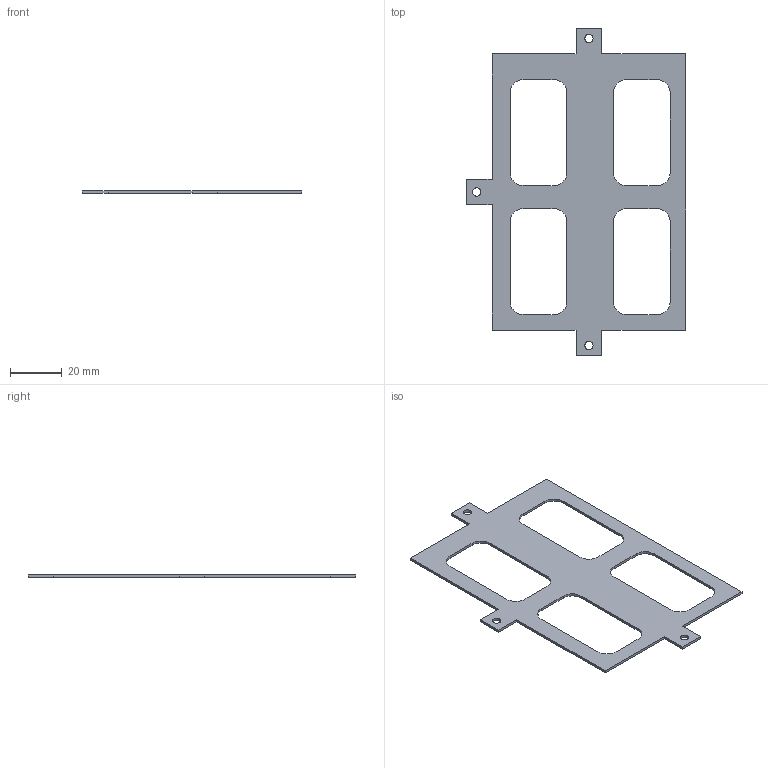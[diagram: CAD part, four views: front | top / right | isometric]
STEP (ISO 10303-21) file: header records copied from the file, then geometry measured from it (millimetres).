
FILE_DESCRIPTION(/* description */ (''),/* implementation_level */ '2;1');
FILE_NAME(/* name */ 'PCB_board_box_right.stp',/* time_stamp */ '2023-06-26T16:46:30+08:00',/* author */ ('310611102'),/* organization */ (''),/* preprocessor_version */ 'ST-DEVELOPER v19',/* originating_system */ 'Autodesk Inventor 2023',/* authorisation */ '');
FILE_SCHEMA (('AUTOMOTIVE_DESIGN { 1 0 10303 214 3 1 1 }'));
Length unit declared in the file: millimetre
Products named in the file (1): PCB_board_box_right
Bounding box: 85 x 127 x 1 mm (x, y, z)
Volume: 4778.7 mm3; surface area: 10481.2 mm2
Topology: 1 solids, 1 shells, 53 faces, 153 edges, 102 vertices
Faces by surface type: plane 34, cylinder 19
Full cylindrical faces by diameter (mm): 3.2 x3
Entity records: 1816 total; most frequent: CARTESIAN_POINT 309, ORIENTED_EDGE 306, DIRECTION 299, EDGE_CURVE 153, LINE 115, VECTOR 115, VERTEX_POINT 102, AXIS2_PLACEMENT_3D 92
